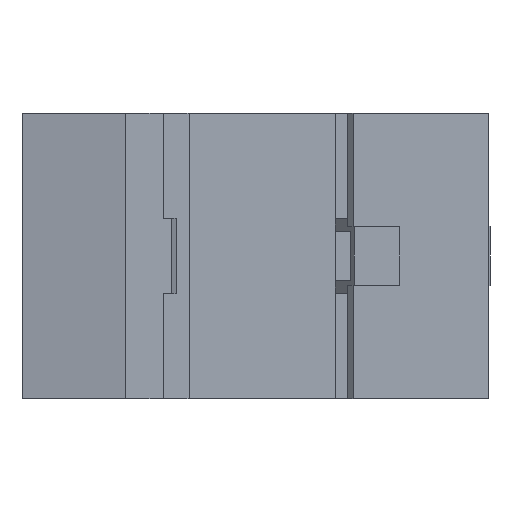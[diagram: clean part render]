
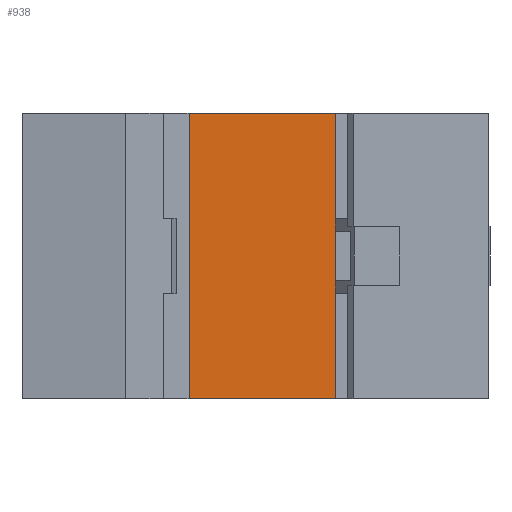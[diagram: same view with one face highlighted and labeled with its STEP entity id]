
A CAD part, front view. The second image highlights one B-rep face of the part: STEP entity #938.
In plain terms, the highlighted planar face has unit normal (0, -1, 0).
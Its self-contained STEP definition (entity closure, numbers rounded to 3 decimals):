
#938=ADVANCED_FACE('',(#2580),#2581,.F.);
#2580=FACE_OUTER_BOUND('',#4967,.T.);
#2581=PLANE('',#4968);
#4967=EDGE_LOOP('',(#8002,#8003,#8004,#8005));
#4968=AXIS2_PLACEMENT_3D('',#8006,#8007,#8008);
#8002=ORIENTED_EDGE('',*,*,#15086,.T.);
#8003=ORIENTED_EDGE('',*,*,#15089,.F.);
#8004=ORIENTED_EDGE('',*,*,#15090,.F.);
#8005=ORIENTED_EDGE('',*,*,#15091,.T.);
#8006=CARTESIAN_POINT('',(33.2,1.6,38.75));
#8007=DIRECTION('',(0.0,1.0,0.0));
#8008=DIRECTION('',(0.0,0.0,-1.0));
#15086=EDGE_CURVE('',#18466,#18464,#18467,.T.);
#15089=EDGE_CURVE('',#18470,#18464,#18471,.T.);
#15090=EDGE_CURVE('',#18472,#18470,#18473,.T.);
#15091=EDGE_CURVE('',#18472,#18466,#18474,.T.);
#18464=VERTEX_POINT('',#23455);
#18466=VERTEX_POINT('',#23458);
#18467=LINE('',#23459,#23460);
#18470=VERTEX_POINT('',#23464);
#18471=LINE('',#23465,#23466);
#18472=VERTEX_POINT('',#23467);
#18473=LINE('',#23468,#23469);
#18474=LINE('',#23470,#23471);
#23455=CARTESIAN_POINT('',(5.0,1.6,0.0));
#23458=CARTESIAN_POINT('',(5.0,1.6,55.0));
#23459=CARTESIAN_POINT('',(5.0,1.6,38.75));
#23460=VECTOR('',#28621,1.0);
#23464=CARTESIAN_POINT('',(33.2,1.6,0.0));
#23465=CARTESIAN_POINT('',(33.2,1.6,0.0));
#23466=VECTOR('',#28623,1.0);
#23467=CARTESIAN_POINT('',(33.2,1.6,55.0));
#23468=CARTESIAN_POINT('',(33.2,1.6,38.75));
#23469=VECTOR('',#28624,1.0);
#23470=CARTESIAN_POINT('',(33.2,1.6,55.0));
#23471=VECTOR('',#28625,1.0);
#28621=DIRECTION('',(0.0,0.0,-1.0));
#28623=DIRECTION('',(-1.0,0.0,0.0));
#28624=DIRECTION('',(0.0,0.0,-1.0));
#28625=DIRECTION('',(-1.0,0.0,0.0));
